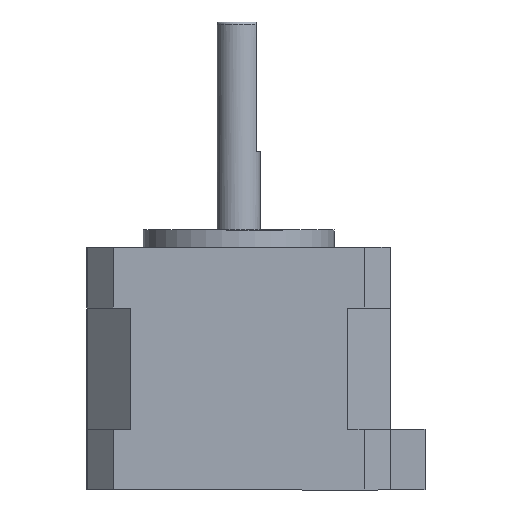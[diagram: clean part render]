
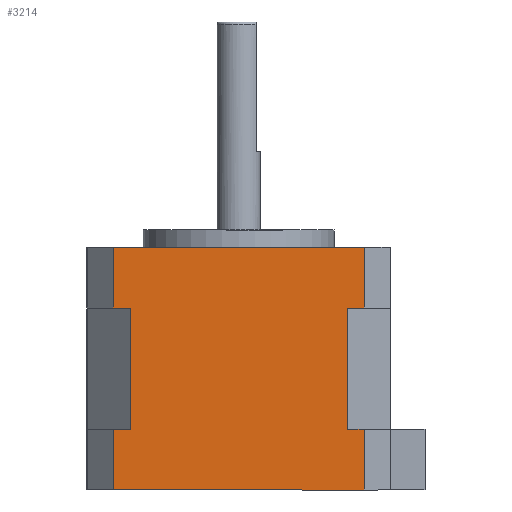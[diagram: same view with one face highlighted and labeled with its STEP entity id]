
A CAD part, left-side view. The second image highlights one B-rep face of the part: STEP entity #3214.
In plain terms, the highlighted planar face has unit normal (-1, 0, 0).
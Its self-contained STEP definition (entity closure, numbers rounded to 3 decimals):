
#51=PLANE('',#3425);
#224=FACE_OUTER_BOUND('',#398,.T.);
#398=EDGE_LOOP('',(#2779,#2780,#2781,#2782,#2783,#2784,#2785,#2786,#2787,
#2788,#2789,#2790));
#851=LINE('',#12615,#1057);
#854=LINE('',#12621,#1060);
#855=LINE('',#12623,#1061);
#856=LINE('',#12625,#1062);
#857=LINE('',#12627,#1063);
#858=LINE('',#12629,#1064);
#859=LINE('',#12631,#1065);
#860=LINE('',#12633,#1066);
#861=LINE('',#12635,#1067);
#862=LINE('',#12637,#1068);
#863=LINE('',#12639,#1069);
#864=LINE('',#12640,#1070);
#1057=VECTOR('',#3931,10.);
#1060=VECTOR('',#3936,10.);
#1061=VECTOR('',#3937,10.);
#1062=VECTOR('',#3938,10.);
#1063=VECTOR('',#3939,10.);
#1064=VECTOR('',#3940,10.);
#1065=VECTOR('',#3941,10.);
#1066=VECTOR('',#3942,10.);
#1067=VECTOR('',#3943,10.);
#1068=VECTOR('',#3944,10.);
#1069=VECTOR('',#3945,10.);
#1070=VECTOR('',#3946,10.);
#1412=VERTEX_POINT('',#12612);
#1413=VERTEX_POINT('',#12614);
#1415=VERTEX_POINT('',#12620);
#1416=VERTEX_POINT('',#12622);
#1417=VERTEX_POINT('',#12624);
#1418=VERTEX_POINT('',#12626);
#1419=VERTEX_POINT('',#12628);
#1420=VERTEX_POINT('',#12630);
#1421=VERTEX_POINT('',#12632);
#1422=VERTEX_POINT('',#12634);
#1423=VERTEX_POINT('',#12636);
#1424=VERTEX_POINT('',#12638);
#1882=EDGE_CURVE('',#1412,#1413,#851,.T.);
#1885=EDGE_CURVE('',#1415,#1412,#854,.T.);
#1886=EDGE_CURVE('',#1416,#1415,#855,.T.);
#1887=EDGE_CURVE('',#1417,#1416,#856,.T.);
#1888=EDGE_CURVE('',#1418,#1417,#857,.T.);
#1889=EDGE_CURVE('',#1419,#1418,#858,.T.);
#1890=EDGE_CURVE('',#1420,#1419,#859,.T.);
#1891=EDGE_CURVE('',#1421,#1420,#860,.T.);
#1892=EDGE_CURVE('',#1422,#1421,#861,.T.);
#1893=EDGE_CURVE('',#1423,#1422,#862,.T.);
#1894=EDGE_CURVE('',#1423,#1424,#863,.T.);
#1895=EDGE_CURVE('',#1413,#1424,#864,.T.);
#2779=ORIENTED_EDGE('',*,*,#1882,.F.);
#2780=ORIENTED_EDGE('',*,*,#1885,.F.);
#2781=ORIENTED_EDGE('',*,*,#1886,.F.);
#2782=ORIENTED_EDGE('',*,*,#1887,.F.);
#2783=ORIENTED_EDGE('',*,*,#1888,.F.);
#2784=ORIENTED_EDGE('',*,*,#1889,.F.);
#2785=ORIENTED_EDGE('',*,*,#1890,.F.);
#2786=ORIENTED_EDGE('',*,*,#1891,.F.);
#2787=ORIENTED_EDGE('',*,*,#1892,.F.);
#2788=ORIENTED_EDGE('',*,*,#1893,.F.);
#2789=ORIENTED_EDGE('',*,*,#1894,.T.);
#2790=ORIENTED_EDGE('',*,*,#1895,.F.);
#3214=ADVANCED_FACE('',(#224),#51,.T.);
#3425=AXIS2_PLACEMENT_3D('',#12619,#3934,#3935);
#3931=DIRECTION('',(0.,0.,-1.));
#3934=DIRECTION('center_axis',(-1.,0.,0.));
#3935=DIRECTION('ref_axis',(0.,-1.,0.));
#3936=DIRECTION('',(0.,-1.,0.));
#3937=DIRECTION('',(0.,0.,1.));
#3938=DIRECTION('',(0.,1.,0.));
#3939=DIRECTION('',(0.,0.,1.));
#3940=DIRECTION('',(0.,-1.,0.));
#3941=DIRECTION('',(0.,0.,1.));
#3942=DIRECTION('',(0.,1.,0.));
#3943=DIRECTION('',(0.,0.,-1.));
#3944=DIRECTION('',(0.,-1.,0.));
#3945=DIRECTION('',(0.,0.,1.));
#3946=DIRECTION('',(0.,1.,0.));
#12612=CARTESIAN_POINT('',(0.,-32.,28.));
#12614=CARTESIAN_POINT('',(0.,-32.,21.));
#12615=CARTESIAN_POINT('',(0.,-32.,0.));
#12619=CARTESIAN_POINT('Origin',(0.,0.,0.));
#12620=CARTESIAN_POINT('',(0.,-3.,28.));
#12621=CARTESIAN_POINT('',(0.,-35.,28.));
#12622=CARTESIAN_POINT('',(0.,-3.,21.));
#12623=CARTESIAN_POINT('',(0.,-3.,0.));
#12624=CARTESIAN_POINT('',(0.,-5.019,21.));
#12625=CARTESIAN_POINT('',(0.,-35.,21.));
#12626=CARTESIAN_POINT('',(0.,-5.019,7.));
#12627=CARTESIAN_POINT('',(0.,-5.019,7.));
#12628=CARTESIAN_POINT('',(0.,-3.,7.));
#12629=CARTESIAN_POINT('',(0.,-35.,7.));
#12630=CARTESIAN_POINT('',(0.,-3.,0.));
#12631=CARTESIAN_POINT('',(0.,-3.,0.));
#12632=CARTESIAN_POINT('',(0.,-32.,0.));
#12633=CARTESIAN_POINT('',(0.,-35.,0.));
#12634=CARTESIAN_POINT('',(0.,-32.,7.));
#12635=CARTESIAN_POINT('',(0.,-32.,0.));
#12636=CARTESIAN_POINT('',(0.,-30.044,7.));
#12637=CARTESIAN_POINT('',(0.,-35.,7.));
#12638=CARTESIAN_POINT('',(0.,-30.044,21.));
#12639=CARTESIAN_POINT('',(0.,-30.044,7.));
#12640=CARTESIAN_POINT('',(0.,-35.,21.));
